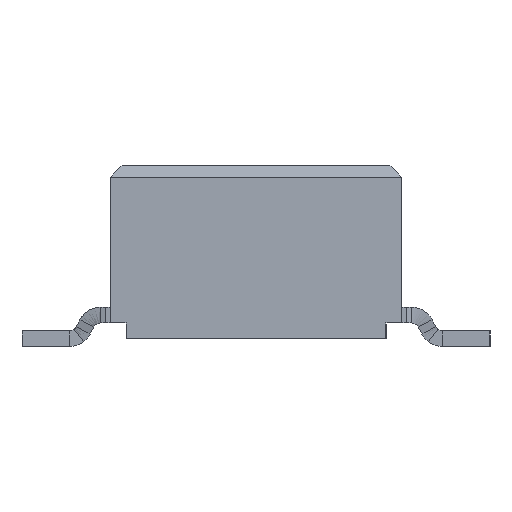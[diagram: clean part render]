
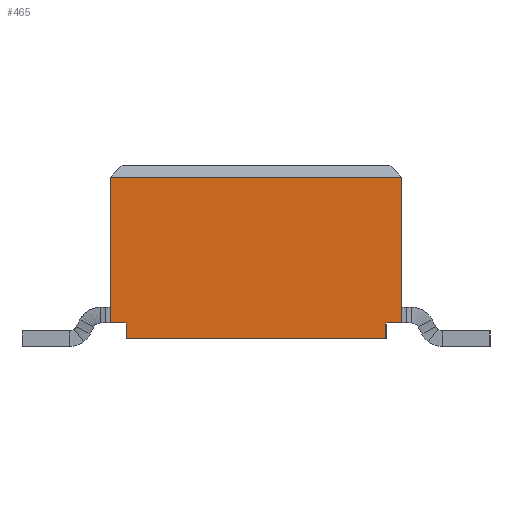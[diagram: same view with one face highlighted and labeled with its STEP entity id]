
A CAD part, left-side view. The second image highlights one B-rep face of the part: STEP entity #465.
In plain terms, the highlighted planar face has unit normal (-1, 0, 0).
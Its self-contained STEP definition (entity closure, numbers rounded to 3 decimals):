
#35=CARTESIAN_POINT('',(-4.76,0.925,0.475));
#36=VERTEX_POINT('',#35);
#37=CARTESIAN_POINT('',(-4.76,-0.925,0.475));
#38=VERTEX_POINT('',#37);
#39=CARTESIAN_POINT('',(-4.76,0.925,0.475));
#40=DIRECTION('',(0.,-1.,0.));
#41=VECTOR('',#40,1.85);
#42=LINE('',#39,#41);
#43=EDGE_CURVE('',#36,#38,#42,.T.);
#403=CARTESIAN_POINT('',(-4.76,0.,0.));
#404=DIRECTION('',(0.,-1.,0.));
#405=DIRECTION('',(-1.,0.,0.));
#406=AXIS2_PLACEMENT_3D('',#403,#405,#404);
#407=PLANE('',#406);
#408=ORIENTED_EDGE('',*,*,#43,.F.);
#409=CARTESIAN_POINT('',(-4.76,0.925,-0.45));
#410=VERTEX_POINT('',#409);
#411=CARTESIAN_POINT('',(-4.76,0.925,0.475));
#412=DIRECTION('',(0.,0.,-1.));
#413=VECTOR('',#412,0.925);
#414=LINE('',#411,#413);
#415=EDGE_CURVE('',#36,#410,#414,.T.);
#416=ORIENTED_EDGE('',*,*,#415,.T.);
#417=CARTESIAN_POINT('',(-4.76,0.825,-0.45));
#418=VERTEX_POINT('',#417);
#419=CARTESIAN_POINT('',(-4.76,0.925,-0.45));
#420=DIRECTION('',(0.,-1.,0.));
#421=VECTOR('',#420,0.1);
#422=LINE('',#419,#421);
#423=EDGE_CURVE('',#410,#418,#422,.T.);
#424=ORIENTED_EDGE('',*,*,#423,.T.);
#425=CARTESIAN_POINT('',(-4.76,0.825,-0.55));
#426=VERTEX_POINT('',#425);
#427=CARTESIAN_POINT('',(-4.76,0.825,-0.45));
#428=DIRECTION('',(0.,0.,-1.));
#429=VECTOR('',#428,0.1);
#430=LINE('',#427,#429);
#431=EDGE_CURVE('',#418,#426,#430,.T.);
#432=ORIENTED_EDGE('',*,*,#431,.T.);
#433=CARTESIAN_POINT('',(-4.76,-0.825,-0.55));
#434=VERTEX_POINT('',#433);
#435=CARTESIAN_POINT('',(-4.76,0.825,-0.55));
#436=DIRECTION('',(0.,-1.,0.));
#437=VECTOR('',#436,1.65);
#438=LINE('',#435,#437);
#439=EDGE_CURVE('',#426,#434,#438,.T.);
#440=ORIENTED_EDGE('',*,*,#439,.T.);
#441=CARTESIAN_POINT('',(-4.76,-0.825,-0.45));
#442=VERTEX_POINT('',#441);
#443=CARTESIAN_POINT('',(-4.76,-0.825,-0.55));
#444=DIRECTION('',(0.,0.,1.));
#445=VECTOR('',#444,0.1);
#446=LINE('',#443,#445);
#447=EDGE_CURVE('',#434,#442,#446,.T.);
#448=ORIENTED_EDGE('',*,*,#447,.T.);
#449=CARTESIAN_POINT('',(-4.76,-0.925,-0.45));
#450=VERTEX_POINT('',#449);
#451=CARTESIAN_POINT('',(-4.76,-0.825,-0.45));
#452=DIRECTION('',(0.,-1.,0.));
#453=VECTOR('',#452,0.1);
#454=LINE('',#451,#453);
#455=EDGE_CURVE('',#442,#450,#454,.T.);
#456=ORIENTED_EDGE('',*,*,#455,.T.);
#457=CARTESIAN_POINT('',(-4.76,-0.925,-0.45));
#458=DIRECTION('',(0.,0.,1.));
#459=VECTOR('',#458,0.925);
#460=LINE('',#457,#459);
#461=EDGE_CURVE('',#450,#38,#460,.T.);
#462=ORIENTED_EDGE('',*,*,#461,.T.);
#463=EDGE_LOOP('',(#408,#416,#424,#432,#440,#448,#456,#462));
#464=FACE_OUTER_BOUND('',#463,.T.);
#465=ADVANCED_FACE('',(#464),#407,.T.);
